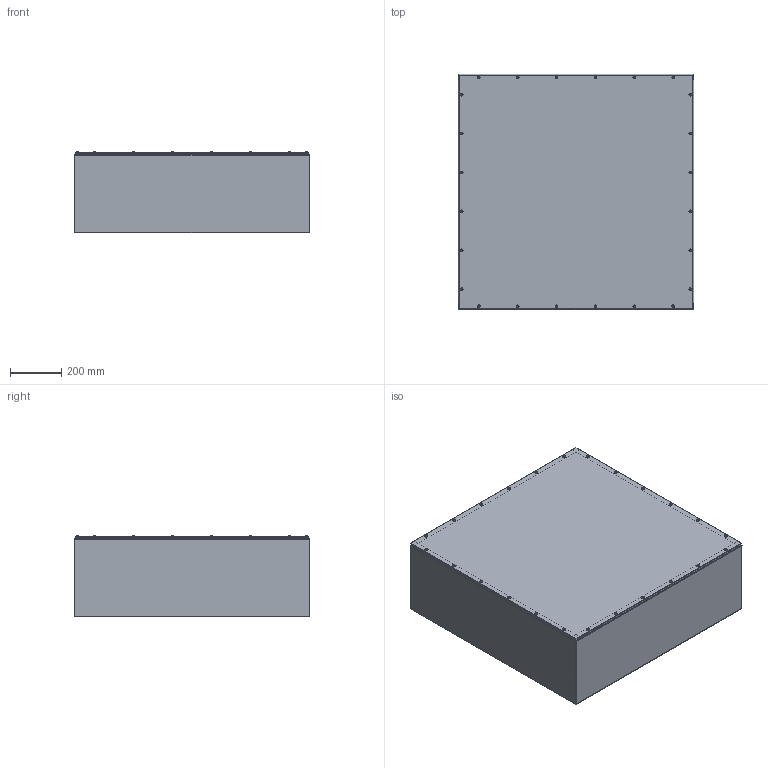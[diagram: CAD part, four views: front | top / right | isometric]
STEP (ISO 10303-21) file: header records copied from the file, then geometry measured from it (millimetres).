
FILE_DESCRIPTION (( 'STEP AP214' ), '1' );
FILE_NAME ('WA363612GSC.STEP', '2016-02-15T17:27:40', ( '' ), ( '' ), 'SwSTEP 2.0', 'SolidWorks 2014', '' );
FILE_SCHEMA (( 'AUTOMOTIVE_DESIGN' ));
Length unit declared in the file: inch
Products named in the file (10): WA363612GSCBTM; WA363612GSCBKP; 36; WA3636GSCLP; WA363612GSC; 39035; 37210; 39077; 34984; WA363612GSCTEW
Assembly tree (104 placements, depth 2):
  WA363612GSC
    WA3636GSCLP
    36  x4
    WA363612GSCBKP
    WA363612GSCBTM
    WA363612GSCTEW
    34984  x24
    39077  x24
    37210  x24
    39035  x24
Bounding box: 920.74 x 920.75 x 319.22 mm (x, y, z)
Volume: 7264265 mm3; surface area: 5971546.8 mm2
Topology: 104 solids, 104 shells, 2408 faces, 6096 edges, 3896 vertices
Faces by surface type: plane 1124, cylinder 636, cone 456, torus 144, sphere 48
Entity records: 12722 total; most frequent: DIRECTION 1671, CARTESIAN_POINT 1593, ORIENTED_EDGE 1348, EDGE_CURVE 674, AXIS2_PLACEMENT_3D 667, VERTEX_POINT 445, EDGE_LOOP 355, VECTOR 337
